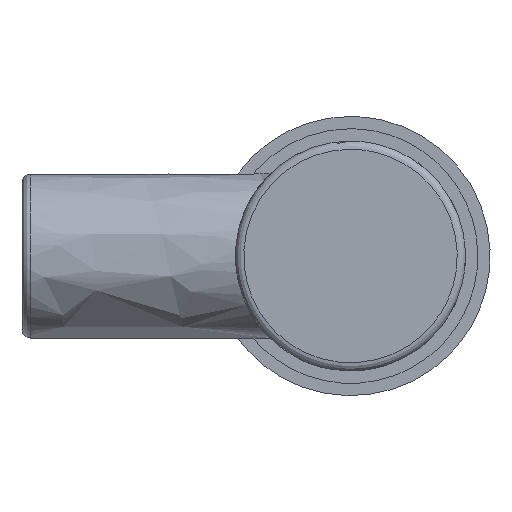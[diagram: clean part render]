
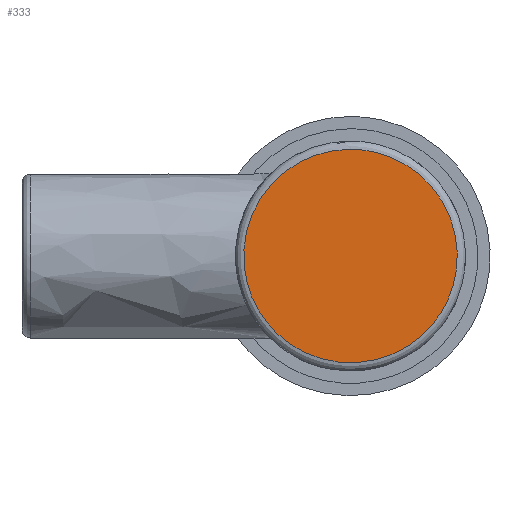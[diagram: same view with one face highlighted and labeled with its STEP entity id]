
A CAD part, left-side view. The second image highlights one B-rep face of the part: STEP entity #333.
In plain terms, the highlighted free-form (B-spline) face has degree [1, 1] with [2, 2] control points.
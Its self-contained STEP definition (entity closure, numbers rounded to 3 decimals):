
#247 = VERTEX_POINT('',#248);
#248 = CARTESIAN_POINT('',(-650.955,0.,
    13.572));
#258 = EDGE_CURVE('',#247,#247,#259,.T.);
#259 = ( BOUNDED_CURVE() B_SPLINE_CURVE(2,(#260,#261,#262,#263,#264,#265
,#266),.UNSPECIFIED.,.T.,.F.) B_SPLINE_CURVE_WITH_KNOTS((1,2,2,2,2,1),(
    -2.094,0.,2.094,4.189,6.283,
8.378),.UNSPECIFIED.) CURVE() GEOMETRIC_REPRESENTATION_ITEM() 
RATIONAL_B_SPLINE_CURVE((1.,0.5,1.,0.5,1.,0.5,1.)) REPRESENTATION_ITEM(
  '') );
#260 = CARTESIAN_POINT('',(-650.955,0.,
    13.572));
#261 = CARTESIAN_POINT('',(-650.955,23.508,13.572
    ));
#262 = CARTESIAN_POINT('',(-650.955,11.754,-6.786
    ));
#263 = CARTESIAN_POINT('',(-650.955,0.,
    -27.145));
#264 = CARTESIAN_POINT('',(-650.955,-11.754,-6.786
    ));
#265 = CARTESIAN_POINT('',(-650.955,-23.508,13.572
    ));
#266 = CARTESIAN_POINT('',(-650.955,0.,
    13.572));
#333 = ADVANCED_FACE('',(#334),#337,.T.);
#334 = FACE_BOUND('',#335,.T.);
#335 = EDGE_LOOP('',(#336));
#336 = ORIENTED_EDGE('',*,*,#258,.T.);
#337 = B_SPLINE_SURFACE_WITH_KNOTS('',1,1,(
    (#338,#339)
    ,(#340,#341
    )),.UNSPECIFIED.,.F.,.F.,.F.,(2,2),(2,2),(-13.,13.),(-13.,13.),
  .PIECEWISE_BEZIER_KNOTS.);
#338 = CARTESIAN_POINT('',(-650.955,-13.572,-13.572
    ));
#339 = CARTESIAN_POINT('',(-650.955,13.572,-13.572)
  );
#340 = CARTESIAN_POINT('',(-650.955,-13.572,13.572)
  );
#341 = CARTESIAN_POINT('',(-650.955,13.572,13.572)
  );
